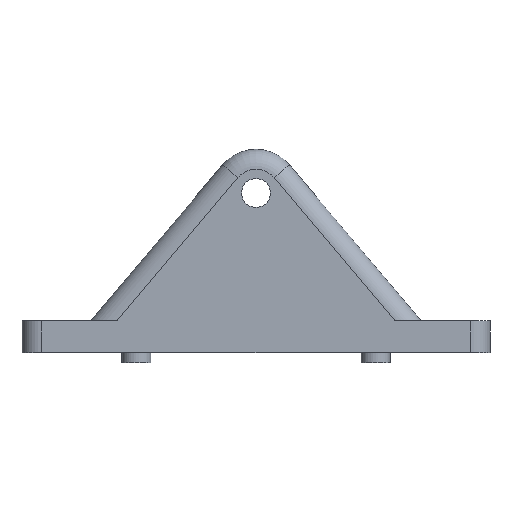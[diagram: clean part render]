
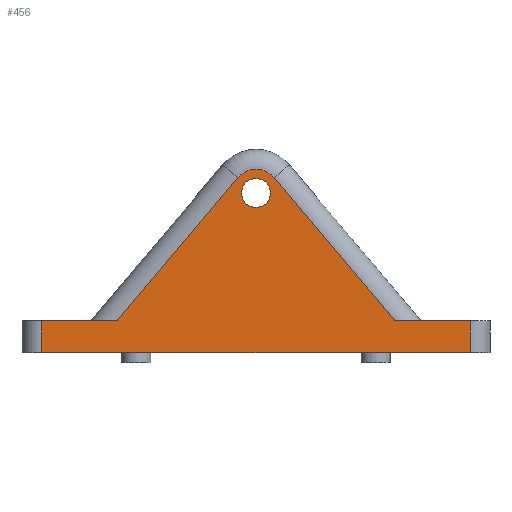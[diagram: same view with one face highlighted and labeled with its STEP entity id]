
A CAD part, left-side view. The second image highlights one B-rep face of the part: STEP entity #456.
In plain terms, the highlighted planar face has unit normal (-1, 0, 0).
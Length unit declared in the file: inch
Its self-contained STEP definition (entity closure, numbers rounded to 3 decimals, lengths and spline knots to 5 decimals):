
#15=FACE_BOUND('',#75,.T.);
#31=PLANE('',#507);
#47=FACE_OUTER_BOUND('',#74,.T.);
#74=EDGE_LOOP('',(#327,#328,#329,#330,#331,#332,#333,#334));
#75=EDGE_LOOP('',(#335));
#105=LINE('',#721,#140);
#107=LINE('',#733,#142);
#108=LINE('',#736,#143);
#109=LINE('',#738,#144);
#110=LINE('',#740,#145);
#111=LINE('',#742,#146);
#112=LINE('',#743,#147);
#140=VECTOR('',#574,0.3937);
#142=VECTOR('',#588,0.3937);
#143=VECTOR('',#591,0.3937);
#144=VECTOR('',#592,0.3937);
#145=VECTOR('',#593,0.3937);
#146=VECTOR('',#594,0.3937);
#147=VECTOR('',#595,0.3937);
#179=CIRCLE('',#504,0.14862);
#180=CIRCLE('',#508,0.091);
#202=VERTEX_POINT('',#714);
#205=VERTEX_POINT('',#719);
#206=VERTEX_POINT('',#723);
#208=VERTEX_POINT('',#729);
#210=VERTEX_POINT('',#735);
#211=VERTEX_POINT('',#737);
#212=VERTEX_POINT('',#739);
#213=VERTEX_POINT('',#741);
#214=VERTEX_POINT('',#744);
#249=EDGE_CURVE('',#205,#202,#105,.T.);
#252=EDGE_CURVE('',#202,#206,#179,.T.);
#255=EDGE_CURVE('',#206,#208,#107,.T.);
#256=EDGE_CURVE('',#208,#210,#108,.T.);
#257=EDGE_CURVE('',#211,#205,#109,.T.);
#258=EDGE_CURVE('',#212,#211,#110,.T.);
#259=EDGE_CURVE('',#213,#212,#111,.T.);
#260=EDGE_CURVE('',#210,#213,#112,.T.);
#261=EDGE_CURVE('',#214,#214,#180,.T.);
#327=ORIENTED_EDGE('',*,*,#256,.F.);
#328=ORIENTED_EDGE('',*,*,#255,.F.);
#329=ORIENTED_EDGE('',*,*,#252,.F.);
#330=ORIENTED_EDGE('',*,*,#249,.F.);
#331=ORIENTED_EDGE('',*,*,#257,.F.);
#332=ORIENTED_EDGE('',*,*,#258,.F.);
#333=ORIENTED_EDGE('',*,*,#259,.F.);
#334=ORIENTED_EDGE('',*,*,#260,.F.);
#335=ORIENTED_EDGE('',*,*,#261,.F.);
#456=ADVANCED_FACE('',(#47,#15),#31,.F.);
#504=AXIS2_PLACEMENT_3D('',#727,#581,#582);
#507=AXIS2_PLACEMENT_3D('',#734,#589,#590);
#508=AXIS2_PLACEMENT_3D('',#745,#596,#597);
#574=DIRECTION('',(0.,-0.645,0.764));
#581=DIRECTION('center_axis',(1.,0.,0.));
#582=DIRECTION('ref_axis',(0.,0.,1.));
#588=DIRECTION('',(0.,-0.645,-0.764));
#589=DIRECTION('center_axis',(1.,0.,0.));
#590=DIRECTION('ref_axis',(0.,0.,-1.));
#591=DIRECTION('',(0.,-1.,0.));
#592=DIRECTION('',(0.,-1.,0.));
#593=DIRECTION('',(0.,0.,1.));
#594=DIRECTION('',(0.,1.,0.));
#595=DIRECTION('',(0.,0.,-1.));
#596=DIRECTION('center_axis',(-1.,0.,0.));
#597=DIRECTION('ref_axis',(0.,-1.,0.));
#714=CARTESIAN_POINT('',(0.,1.01558,0.59591));
#719=CARTESIAN_POINT('',(0.,1.77241,-0.3));
#721=CARTESIAN_POINT('',(0.,1.51759,0.00165));
#723=CARTESIAN_POINT('',(0.,0.78851,0.59591));
#727=CARTESIAN_POINT('Origin',(0.,0.90204,0.5));
#729=CARTESIAN_POINT('',(0.,0.03168,-0.3));
#733=CARTESIAN_POINT('',(0.,0.69899,0.48994));
#734=CARTESIAN_POINT('Origin',(0.,0.90204,0.13681));
#735=CARTESIAN_POINT('',(0.,-0.43896,-0.3));
#736=CARTESIAN_POINT('',(0.,-0.13196,-0.3));
#737=CARTESIAN_POINT('',(0.,2.24304,-0.3));
#738=CARTESIAN_POINT('',(0.,2.36804,-0.3));
#739=CARTESIAN_POINT('',(0.,2.24304,-0.5));
#740=CARTESIAN_POINT('',(0.,2.24304,-0.18159));
#741=CARTESIAN_POINT('',(0.,-0.43896,-0.5));
#742=CARTESIAN_POINT('',(0.,-0.56396,-0.5));
#743=CARTESIAN_POINT('',(0.,-0.43896,-0.08159));
#744=CARTESIAN_POINT('',(0.,0.99304,0.5));
#745=CARTESIAN_POINT('Origin',(0.,0.90204,0.5));
